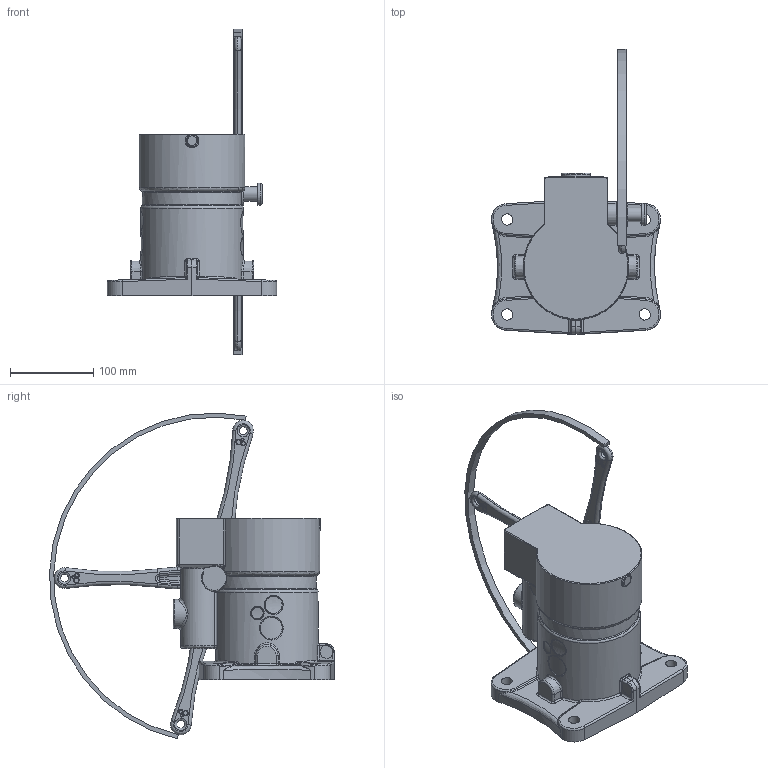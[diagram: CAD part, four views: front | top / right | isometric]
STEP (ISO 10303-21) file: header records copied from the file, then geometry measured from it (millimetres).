
FILE_DESCRIPTION(/* description */ (''),/* implementation_level */ '2;1');
FILE_NAME(/* name */ 'AL QR RS2794QR_SLD with HandleSwing Ring.stp',/* time_stamp */ '2023-03-10T13:59:45+10:00',/* author */ ('a.tao491'),/* organization */ (''),/* preprocessor_version */ 'ST-DEVELOPER v16.5',/* originating_system */ 'Autodesk Inventor 2017',/* authorisation */ '');
FILE_SCHEMA (('AUTOMOTIVE_DESIGN { 1 0 10303 214 3 1 1 }'));
Length unit declared in the file: millimetre
Products named in the file (4): AL QR RS2794QR_SLD with HandleSwing; 2758_SLD; 2531_SLD; AL QR RS2794QR HandleSwing Ring
Assembly tree (5 placements, depth 2):
  AL QR RS2794QR_SLD with HandleSwing
    2758_SLD
    2531_SLD  x3
    AL QR RS2794QR HandleSwing Ring
Bounding box: 203 x 341.72 x 390.93 mm (x, y, z)
Volume: 3284371.4 mm3; surface area: 235080.6 mm2
Topology: 5 solids, 5 shells, 621 faces, 1422 edges, 821 vertices
Faces by surface type: bspline 188, cylinder 169, torus 135, plane 104, sphere 21, cone 4
Full cylindrical faces by diameter (mm): 9.5 x3, 13.5 x4, 17.6 x3, 26.5 x6, 35 x1, 123 x1
Entity records: 16828 total; most frequent: CARTESIAN_POINT 8032, ORIENTED_EDGE 1758, DIRECTION 1710, EDGE_CURVE 879, AXIS2_PLACEMENT_3D 752, VERTEX_POINT 528, EDGE_LOOP 451, FACE_OUTER_BOUND 399
